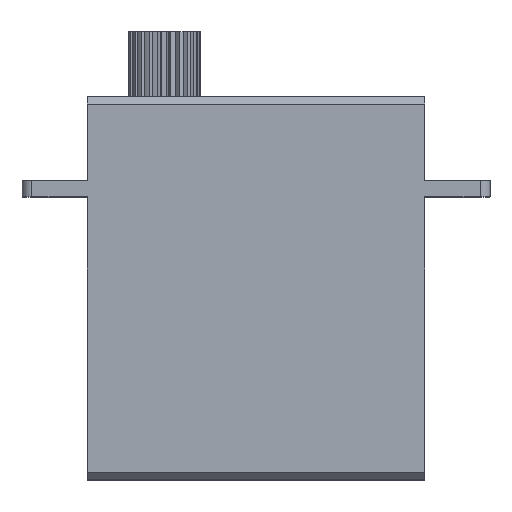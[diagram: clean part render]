
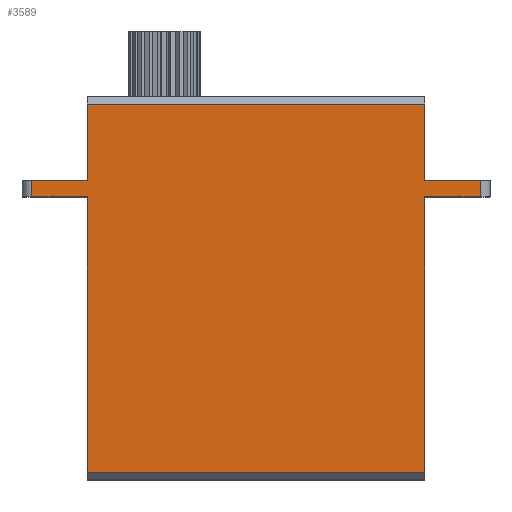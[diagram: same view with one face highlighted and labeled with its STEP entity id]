
A CAD part, top view. The second image highlights one B-rep face of the part: STEP entity #3589.
In plain terms, the highlighted planar face has unit normal (0, 0, 1).
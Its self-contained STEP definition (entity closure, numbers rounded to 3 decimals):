
#23 = CARTESIAN_POINT ( 'NONE',  ( -5.23, 0.545, 5.99 ) ) ;
#32 = DIRECTION ( 'NONE',  ( 0., -1., 0. ) ) ;
#48 = EDGE_CURVE ( 'NONE', #466, #3147, #1239, .T. ) ;
#49 = CARTESIAN_POINT ( 'NONE',  ( 0., 5.745, 5.99 ) ) ;
#57 = LINE ( 'NONE', #2779, #1462 ) ;
#60 = VECTOR ( 'NONE', #1562, 1000. ) ;
#65 = VECTOR ( 'NONE', #818, 1000. ) ;
#75 = CARTESIAN_POINT ( 'NONE',  ( -5.23, -19.25, 5.99 ) ) ;
#84 = VERTEX_POINT ( 'NONE', #2151 ) ;
#87 = DIRECTION ( 'NONE',  ( 1., 0., 0. ) ) ;
#95 = CARTESIAN_POINT ( 'NONE',  ( 0., -0.545, 5.99 ) ) ;
#101 = EDGE_CURVE ( 'NONE', #84, #3147, #3077, .T. ) ;
#109 = EDGE_CURVE ( 'NONE', #3919, #3119, #57, .T. ) ;
#136 = CARTESIAN_POINT ( 'NONE',  ( 21.417, 0.545, 5.99 ) ) ;
#144 = PLANE ( 'NONE',  #2761 ) ;
#332 = VECTOR ( 'NONE', #3472, 1000. ) ;
#339 = CARTESIAN_POINT ( 'NONE',  ( 0., -0.545, 5.99 ) ) ;
#350 = LINE ( 'NONE', #49, #3062 ) ;
#353 = CARTESIAN_POINT ( 'NONE',  ( -8.977, 0.545, 5.99 ) ) ;
#399 = ORIENTED_EDGE ( 'NONE', *, *, #2405, .T. ) ;
#402 = LINE ( 'NONE', #3144, #448 ) ;
#407 = DIRECTION ( 'NONE',  ( -1., 0., 0. ) ) ;
#428 = LINE ( 'NONE', #95, #1529 ) ;
#448 = VECTOR ( 'NONE', #2201, 1000. ) ;
#466 = VERTEX_POINT ( 'NONE', #75 ) ;
#485 = CARTESIAN_POINT ( 'NONE',  ( 21.417, -0.545, 5.99 ) ) ;
#521 = EDGE_CURVE ( 'NONE', #2337, #84, #3093, .T. ) ;
#583 = EDGE_CURVE ( 'NONE', #466, #3241, #3799, .T. ) ;
#648 = EDGE_CURVE ( 'NONE', #2086, #2652, #3189, .T. ) ;
#682 = CARTESIAN_POINT ( 'NONE',  ( -5.23, -19.75, 5.99 ) ) ;
#686 = VERTEX_POINT ( 'NONE', #2107 ) ;
#733 = CARTESIAN_POINT ( 'NONE',  ( 21.417, 0.545, 5.99 ) ) ;
#735 = VERTEX_POINT ( 'NONE', #912 ) ;
#818 = DIRECTION ( 'NONE',  ( 1., 0., 0. ) ) ;
#826 = EDGE_CURVE ( 'NONE', #686, #3119, #350, .T. ) ;
#834 = ORIENTED_EDGE ( 'NONE', *, *, #109, .F. ) ;
#879 = CARTESIAN_POINT ( 'NONE',  ( 17.67, -19.25, 5.99 ) ) ;
#912 = CARTESIAN_POINT ( 'NONE',  ( 17.67, -0.545, 5.99 ) ) ;
#963 = CARTESIAN_POINT ( 'NONE',  ( 17.67, 0.545, 5.99 ) ) ;
#1048 = ORIENTED_EDGE ( 'NONE', *, *, #101, .T. ) ;
#1057 = DIRECTION ( 'NONE',  ( -1., 0., 0. ) ) ;
#1087 = ORIENTED_EDGE ( 'NONE', *, *, #48, .F. ) ;
#1134 = DIRECTION ( 'NONE',  ( 0., -1., 0. ) ) ;
#1156 = ORIENTED_EDGE ( 'NONE', *, *, #826, .T. ) ;
#1204 = LINE ( 'NONE', #1468, #3627 ) ;
#1239 = LINE ( 'NONE', #682, #3310 ) ;
#1293 = EDGE_CURVE ( 'NONE', #2086, #3876, #402, .T. ) ;
#1388 = CARTESIAN_POINT ( 'NONE',  ( 0., 0.545, 5.99 ) ) ;
#1462 = VECTOR ( 'NONE', #1540, 1000. ) ;
#1468 = CARTESIAN_POINT ( 'NONE',  ( 17.67, -19.75, 5.99 ) ) ;
#1529 = VECTOR ( 'NONE', #1057, 1000. ) ;
#1540 = DIRECTION ( 'NONE',  ( 0., 1., 0. ) ) ;
#1562 = DIRECTION ( 'NONE',  ( 1., 0., 0. ) ) ;
#1596 = EDGE_CURVE ( 'NONE', #2652, #735, #428, .T. ) ;
#1636 = CARTESIAN_POINT ( 'NONE',  ( 17.67, -19.75, 5.99 ) ) ;
#1692 = LINE ( 'NONE', #1388, #2885 ) ;
#1736 = ORIENTED_EDGE ( 'NONE', *, *, #3471, .F. ) ;
#1988 = DIRECTION ( 'NONE',  ( 1., 0., 0. ) ) ;
#2086 = VERTEX_POINT ( 'NONE', #733 ) ;
#2107 = CARTESIAN_POINT ( 'NONE',  ( 17.67, 5.745, 5.99 ) ) ;
#2142 = DIRECTION ( 'NONE',  ( 0., 1., 0. ) ) ;
#2151 = CARTESIAN_POINT ( 'NONE',  ( -8.977, -0.545, 5.99 ) ) ;
#2201 = DIRECTION ( 'NONE',  ( -1., 0., 0. ) ) ;
#2239 = DIRECTION ( 'NONE',  ( 0., 0., 1. ) ) ;
#2259 = LINE ( 'NONE', #1636, #332 ) ;
#2337 = VERTEX_POINT ( 'NONE', #3302 ) ;
#2359 = VECTOR ( 'NONE', #1134, 1000. ) ;
#2405 = EDGE_CURVE ( 'NONE', #3876, #686, #1204, .T. ) ;
#2479 = ORIENTED_EDGE ( 'NONE', *, *, #521, .T. ) ;
#2526 = FACE_OUTER_BOUND ( 'NONE', #3246, .T. ) ;
#2540 = CARTESIAN_POINT ( 'NONE',  ( 0., 0.545, 5.99 ) ) ;
#2652 = VERTEX_POINT ( 'NONE', #485 ) ;
#2679 = VECTOR ( 'NONE', #32, 1000. ) ;
#2761 = AXIS2_PLACEMENT_3D ( 'NONE', #2540, #2239, #87 ) ;
#2779 = CARTESIAN_POINT ( 'NONE',  ( -5.23, -19.75, 5.99 ) ) ;
#2885 = VECTOR ( 'NONE', #1988, 1000. ) ;
#2937 = CARTESIAN_POINT ( 'NONE',  ( -5.23, 5.745, 5.99 ) ) ;
#2968 = ORIENTED_EDGE ( 'NONE', *, *, #1293, .T. ) ;
#3036 = DIRECTION ( 'NONE',  ( 0., 1., 0. ) ) ;
#3062 = VECTOR ( 'NONE', #407, 1000. ) ;
#3077 = LINE ( 'NONE', #339, #60 ) ;
#3093 = LINE ( 'NONE', #353, #2679 ) ;
#3112 = EDGE_CURVE ( 'NONE', #3241, #735, #2259, .T. ) ;
#3119 = VERTEX_POINT ( 'NONE', #2937 ) ;
#3144 = CARTESIAN_POINT ( 'NONE',  ( 0., 0.545, 5.99 ) ) ;
#3147 = VERTEX_POINT ( 'NONE', #3888 ) ;
#3189 = LINE ( 'NONE', #136, #2359 ) ;
#3213 = CARTESIAN_POINT ( 'NONE',  ( 17.67, -19.25, 5.99 ) ) ;
#3241 = VERTEX_POINT ( 'NONE', #879 ) ;
#3246 = EDGE_LOOP ( 'NONE', ( #1087, #3611, #3845, #3663, #3303, #2968, #399, #1156, #834, #1736, #2479, #1048 ) ) ;
#3302 = CARTESIAN_POINT ( 'NONE',  ( -8.977, 0.545, 5.99 ) ) ;
#3303 = ORIENTED_EDGE ( 'NONE', *, *, #648, .F. ) ;
#3310 = VECTOR ( 'NONE', #3036, 1000. ) ;
#3471 = EDGE_CURVE ( 'NONE', #2337, #3919, #1692, .T. ) ;
#3472 = DIRECTION ( 'NONE',  ( 0., 1., 0. ) ) ;
#3589 = ADVANCED_FACE ( 'NONE', ( #2526 ), #144, .T. ) ;
#3611 = ORIENTED_EDGE ( 'NONE', *, *, #583, .T. ) ;
#3627 = VECTOR ( 'NONE', #2142, 1000. ) ;
#3663 = ORIENTED_EDGE ( 'NONE', *, *, #1596, .F. ) ;
#3799 = LINE ( 'NONE', #3213, #65 ) ;
#3845 = ORIENTED_EDGE ( 'NONE', *, *, #3112, .T. ) ;
#3876 = VERTEX_POINT ( 'NONE', #963 ) ;
#3888 = CARTESIAN_POINT ( 'NONE',  ( -5.23, -0.545, 5.99 ) ) ;
#3919 = VERTEX_POINT ( 'NONE', #23 ) ;
